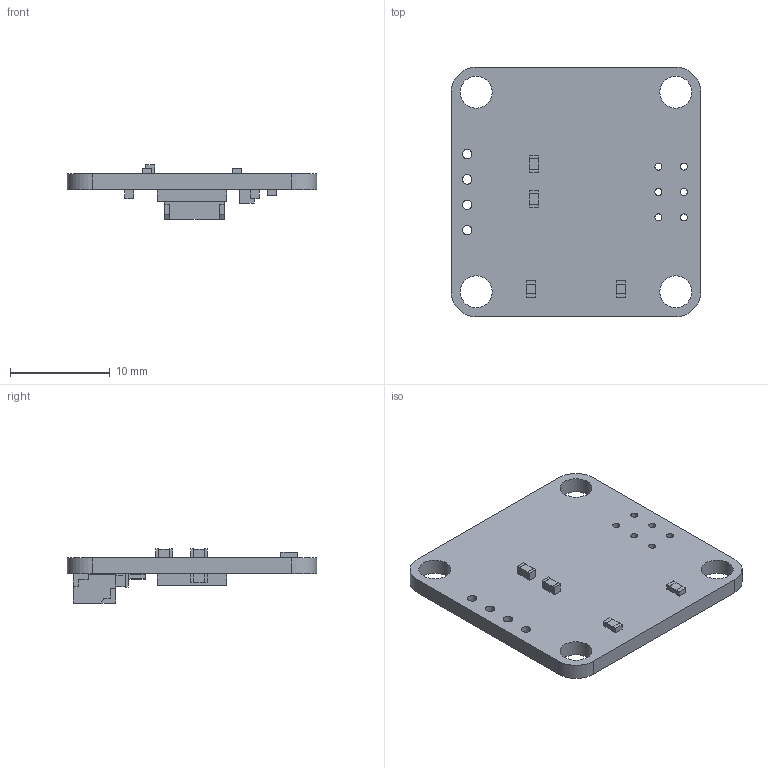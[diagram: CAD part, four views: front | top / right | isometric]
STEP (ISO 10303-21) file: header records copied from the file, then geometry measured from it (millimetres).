
FILE_DESCRIPTION(('Open CASCADE Model'),'2;1');
FILE_NAME('Open CASCADE Shape Model','2016-06-09T19:41:16',('Author'),( 'Open CASCADE'),'Open CASCADE STEP processor 6.8','Open CASCADE 6.8' ,'Unknown');
FILE_SCHEMA(('AUTOMOTIVE_DESIGN { 1 0 10303 214 1 1 1 1 }'));
Length unit declared in the file: millimetre
Products named in the file (19): PCB; Board; C5; CAP_0603; C6; C2; C1; CAP_0805; C3; P1; SM04B-SRSS-TB_RGB13434879; R1; RES_0603_(1608_metric); C4; U1; 983226888; Extruded; R3; R2
Assembly tree (24 placements, depth 4):
  PCB
    Board
    C5
      CAP_0603
    C6
      CAP_0603
    C2
      CAP_0603
    C1
      CAP_0805
    C3
      CAP_0603
    P1
      SM04B-SRSS-TB_RGB13434879
    R1
      RES_0603_(1608_metric)
    C4
      CAP_0603
    U1
      983226888
        Extruded
    R3
      RES_0603_(1608_metric)
    R2
      RES_0603_(1608_metric)
Bounding box: 25 x 25 x 5.44 mm (x, y, z)
Volume: 1048.6 mm3; surface area: 1791.6 mm2
Topology: 12 solids, 12 shells, 311 faces, 784 edges, 514 vertices
Faces by surface type: plane 293, cylinder 18
Full cylindrical faces by diameter (mm): 0.7 x6, 0.95 x4, 3.2 x4
Entity records: 13228 total; most frequent: CARTESIAN_POINT 1998, DIRECTION 1872, LINE 1356, VECTOR 1356, ORIENTED_EDGE 952, PCURVE 952, DEFINITIONAL_REPRESENTATION 952, EDGE_CURVE 476
